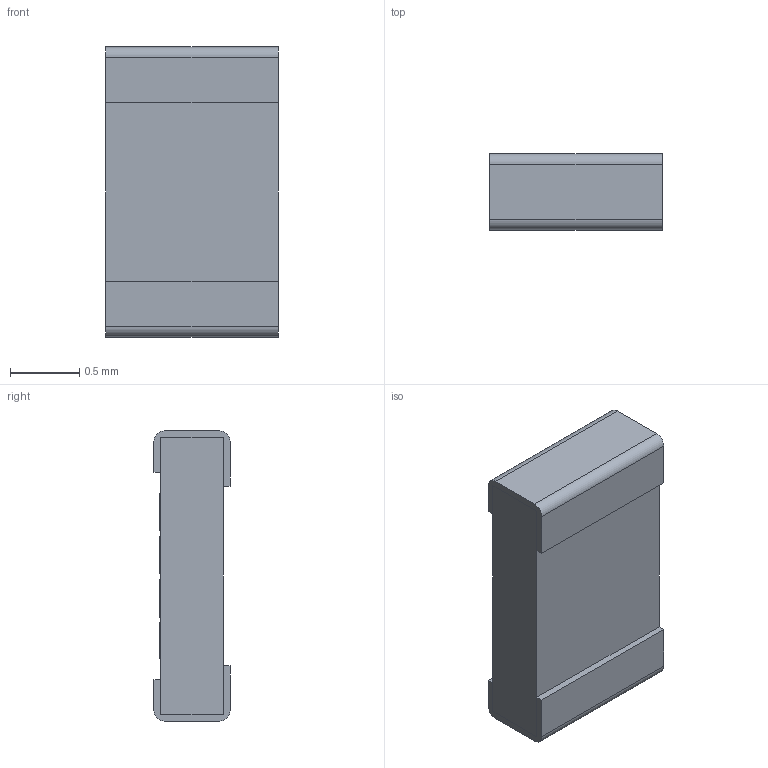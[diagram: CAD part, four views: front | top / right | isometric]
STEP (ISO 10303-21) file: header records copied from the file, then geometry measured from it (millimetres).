
FILE_DESCRIPTION (( 'STEP AP214' ), '1' );
FILE_NAME ('Stackpole CSR0805 Res.STEP', '2016-03-15T23:46:58', ( '' ), ( '' ), 'SwSTEP 2.0', 'SolidWorks 2015', '' );
FILE_SCHEMA (( 'AUTOMOTIVE_DESIGN' ));
Length unit declared in the file: millimetre
Products named in the file (1): Stackpole CSR0805 Res
Bounding box: 1.25 x 0.55 x 2.1 mm (x, y, z)
Volume: 1.3 mm3; surface area: 14.1 mm2
Topology: 3 solids, 3 shells, 89 faces, 225 edges, 150 vertices
Faces by surface type: bspline 44, plane 41, cylinder 4
Entity records: 5811 total; most frequent: CARTESIAN_POINT 3245, ORIENTED_EDGE 450, DIRECTION 237, EDGE_CURVE 225, VERTEX_POINT 150, VECTOR 129, LINE 129, EDGE_LOOP 97
